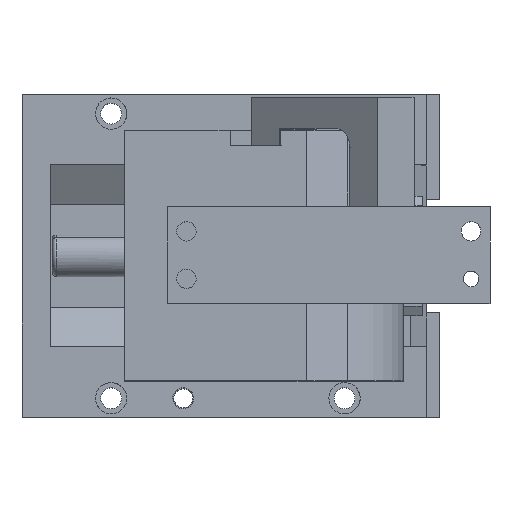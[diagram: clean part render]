
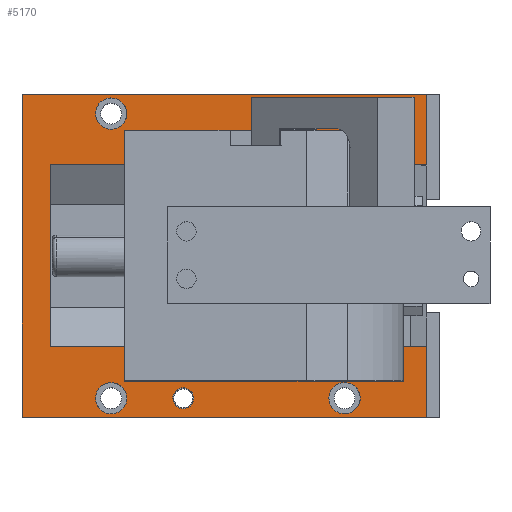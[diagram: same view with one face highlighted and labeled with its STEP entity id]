
A CAD part, top view. The second image highlights one B-rep face of the part: STEP entity #5170.
In plain terms, the highlighted planar face has unit normal (0, 0, 1).
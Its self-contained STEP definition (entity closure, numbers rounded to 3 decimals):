
#4720=CARTESIAN_POINT('Vertex',(7.944,128.,67.)) ;
#4723=CARTESIAN_POINT('Line Origine',(7.944,80.,67.)) ;
#4727=CARTESIAN_POINT('Vertex',(7.944,32.,67.)) ;
#4771=CARTESIAN_POINT('Line Origine',(106.944,128.,67.)) ;
#4775=CARTESIAN_POINT('Vertex',(205.944,128.,67.)) ;
#4947=CARTESIAN_POINT('Line Origine',(106.944,32.,67.)) ;
#4951=CARTESIAN_POINT('Vertex',(205.944,32.,67.)) ;
#5014=CARTESIAN_POINT('Axis2P3D Location',(7.944,32.,67.)) ;
#5019=CARTESIAN_POINT('Line Origine',(205.944,146.5,67.)) ;
#5023=CARTESIAN_POINT('Vertex',(205.944,165.,67.)) ;
#5026=CARTESIAN_POINT('Line Origine',(99.444,165.,67.)) ;
#5030=CARTESIAN_POINT('Vertex',(-7.056,165.,67.)) ;
#5033=CARTESIAN_POINT('Line Origine',(-7.056,80.,67.)) ;
#5037=CARTESIAN_POINT('Vertex',(-7.056,-5.,67.)) ;
#5040=CARTESIAN_POINT('Line Origine',(99.444,-5.,67.)) ;
#5044=CARTESIAN_POINT('Vertex',(205.944,-5.,67.)) ;
#5047=CARTESIAN_POINT('Line Origine',(205.944,13.5,67.)) ;
#5062=CARTESIAN_POINT('Axis2P3D Location',(39.944,5.,67.)) ;
#5066=CARTESIAN_POINT('Vertex',(43.899,12.24,67.)) ;
#5068=CARTESIAN_POINT('Vertex',(35.989,-2.24,67.)) ;
#5071=CARTESIAN_POINT('Axis2P3D Location',(39.944,5.,67.)) ;
#5080=CARTESIAN_POINT('Axis2P3D Location',(39.944,155.,67.)) ;
#5084=CARTESIAN_POINT('Vertex',(43.899,162.24,67.)) ;
#5086=CARTESIAN_POINT('Vertex',(35.989,147.76,67.)) ;
#5089=CARTESIAN_POINT('Axis2P3D Location',(39.944,155.,67.)) ;
#5098=CARTESIAN_POINT('Axis2P3D Location',(124.944,155.,67.)) ;
#5102=CARTESIAN_POINT('Vertex',(127.581,159.827,67.)) ;
#5104=CARTESIAN_POINT('Vertex',(122.307,150.173,67.)) ;
#5107=CARTESIAN_POINT('Axis2P3D Location',(124.944,155.,67.)) ;
#5116=CARTESIAN_POINT('Axis2P3D Location',(162.944,155.,67.)) ;
#5120=CARTESIAN_POINT('Vertex',(158.989,147.76,67.)) ;
#5122=CARTESIAN_POINT('Vertex',(166.899,162.24,67.)) ;
#5125=CARTESIAN_POINT('Axis2P3D Location',(162.944,155.,67.)) ;
#5134=CARTESIAN_POINT('Axis2P3D Location',(77.944,5.,67.)) ;
#5138=CARTESIAN_POINT('Vertex',(73.117,7.637,67.)) ;
#5140=CARTESIAN_POINT('Vertex',(82.771,2.363,67.)) ;
#5143=CARTESIAN_POINT('Axis2P3D Location',(77.944,5.,67.)) ;
#5152=CARTESIAN_POINT('Axis2P3D Location',(162.944,5.,67.)) ;
#5156=CARTESIAN_POINT('Vertex',(158.989,-2.24,67.)) ;
#5158=CARTESIAN_POINT('Vertex',(166.899,12.24,67.)) ;
#5161=CARTESIAN_POINT('Axis2P3D Location',(162.944,5.,67.)) ;
#4724=DIRECTION('Vector Direction',(0.,1.,0.)) ;
#4772=DIRECTION('Vector Direction',(-1.,0.,0.)) ;
#4948=DIRECTION('Vector Direction',(-1.,0.,0.)) ;
#5015=DIRECTION('Axis2P3D Direction',(0.,0.,1.)) ;
#5016=DIRECTION('Axis2P3D XDirection',(0.,-1.,0.)) ;
#5020=DIRECTION('Vector Direction',(0.,-1.,0.)) ;
#5027=DIRECTION('Vector Direction',(-1.,0.,0.)) ;
#5034=DIRECTION('Vector Direction',(0.,1.,0.)) ;
#5041=DIRECTION('Vector Direction',(-1.,0.,0.)) ;
#5048=DIRECTION('Vector Direction',(0.,-1.,0.)) ;
#5063=DIRECTION('Axis2P3D Direction',(0.,0.,1.)) ;
#5072=DIRECTION('Axis2P3D Direction',(0.,0.,1.)) ;
#5081=DIRECTION('Axis2P3D Direction',(0.,0.,1.)) ;
#5090=DIRECTION('Axis2P3D Direction',(0.,0.,1.)) ;
#5099=DIRECTION('Axis2P3D Direction',(0.,0.,1.)) ;
#5108=DIRECTION('Axis2P3D Direction',(0.,0.,1.)) ;
#5117=DIRECTION('Axis2P3D Direction',(0.,0.,1.)) ;
#5126=DIRECTION('Axis2P3D Direction',(0.,0.,1.)) ;
#5135=DIRECTION('Axis2P3D Direction',(0.,0.,1.)) ;
#5144=DIRECTION('Axis2P3D Direction',(0.,0.,1.)) ;
#5153=DIRECTION('Axis2P3D Direction',(0.,0.,1.)) ;
#5162=DIRECTION('Axis2P3D Direction',(0.,0.,1.)) ;
#5017=AXIS2_PLACEMENT_3D('Plane Axis2P3D',#5014,#5015,#5016) ;
#5064=AXIS2_PLACEMENT_3D('Circle Axis2P3D',#5062,#5063,$) ;
#5073=AXIS2_PLACEMENT_3D('Circle Axis2P3D',#5071,#5072,$) ;
#5082=AXIS2_PLACEMENT_3D('Circle Axis2P3D',#5080,#5081,$) ;
#5091=AXIS2_PLACEMENT_3D('Circle Axis2P3D',#5089,#5090,$) ;
#5100=AXIS2_PLACEMENT_3D('Circle Axis2P3D',#5098,#5099,$) ;
#5109=AXIS2_PLACEMENT_3D('Circle Axis2P3D',#5107,#5108,$) ;
#5118=AXIS2_PLACEMENT_3D('Circle Axis2P3D',#5116,#5117,$) ;
#5127=AXIS2_PLACEMENT_3D('Circle Axis2P3D',#5125,#5126,$) ;
#5136=AXIS2_PLACEMENT_3D('Circle Axis2P3D',#5134,#5135,$) ;
#5145=AXIS2_PLACEMENT_3D('Circle Axis2P3D',#5143,#5144,$) ;
#5154=AXIS2_PLACEMENT_3D('Circle Axis2P3D',#5152,#5153,$) ;
#5163=AXIS2_PLACEMENT_3D('Circle Axis2P3D',#5161,#5162,$) ;
#5053=ORIENTED_EDGE('',*,*,#4953,.T.) ;
#5054=ORIENTED_EDGE('',*,*,#4729,.T.) ;
#5055=ORIENTED_EDGE('',*,*,#4777,.F.) ;
#5056=ORIENTED_EDGE('',*,*,#5025,.T.) ;
#5057=ORIENTED_EDGE('',*,*,#5032,.T.) ;
#5058=ORIENTED_EDGE('',*,*,#5039,.F.) ;
#5059=ORIENTED_EDGE('',*,*,#5046,.F.) ;
#5060=ORIENTED_EDGE('',*,*,#5051,.T.) ;
#5077=ORIENTED_EDGE('',*,*,#5070,.F.) ;
#5078=ORIENTED_EDGE('',*,*,#5075,.F.) ;
#5095=ORIENTED_EDGE('',*,*,#5088,.F.) ;
#5096=ORIENTED_EDGE('',*,*,#5093,.F.) ;
#5113=ORIENTED_EDGE('',*,*,#5106,.F.) ;
#5114=ORIENTED_EDGE('',*,*,#5111,.F.) ;
#5131=ORIENTED_EDGE('',*,*,#5124,.F.) ;
#5132=ORIENTED_EDGE('',*,*,#5129,.F.) ;
#5149=ORIENTED_EDGE('',*,*,#5142,.F.) ;
#5150=ORIENTED_EDGE('',*,*,#5147,.F.) ;
#5167=ORIENTED_EDGE('',*,*,#5160,.F.) ;
#5168=ORIENTED_EDGE('',*,*,#5165,.F.) ;
#5079=FACE_BOUND('',#5076,.T.) ;
#5097=FACE_BOUND('',#5094,.T.) ;
#5115=FACE_BOUND('',#5112,.T.) ;
#5133=FACE_BOUND('',#5130,.T.) ;
#5151=FACE_BOUND('',#5148,.T.) ;
#5169=FACE_BOUND('',#5166,.T.) ;
#4725=VECTOR('Line Direction',#4724,1.) ;
#4773=VECTOR('Line Direction',#4772,1.) ;
#4949=VECTOR('Line Direction',#4948,1.) ;
#5021=VECTOR('Line Direction',#5020,1.) ;
#5028=VECTOR('Line Direction',#5027,1.) ;
#5035=VECTOR('Line Direction',#5034,1.) ;
#5042=VECTOR('Line Direction',#5041,1.) ;
#5049=VECTOR('Line Direction',#5048,1.) ;
#5170=ADVANCED_FACE('Brep With Voids.2',(#5061,#5079,#5097,#5115,#5133,#5151,#5169),#5018,.T.) ;
#5065=CIRCLE('generated circle',#5064,8.25) ;
#5074=CIRCLE('generated circle',#5073,8.25) ;
#5083=CIRCLE('generated circle',#5082,8.25) ;
#5092=CIRCLE('generated circle',#5091,8.25) ;
#5101=CIRCLE('generated circle',#5100,5.5) ;
#5110=CIRCLE('generated circle',#5109,5.5) ;
#5119=CIRCLE('generated circle',#5118,8.25) ;
#5128=CIRCLE('generated circle',#5127,8.25) ;
#5137=CIRCLE('generated circle',#5136,5.5) ;
#5146=CIRCLE('generated circle',#5145,5.5) ;
#5155=CIRCLE('generated circle',#5154,8.25) ;
#5164=CIRCLE('generated circle',#5163,8.25) ;
#4729=EDGE_CURVE('',#4728,#4721,#4726,.T.) ;
#4777=EDGE_CURVE('',#4776,#4721,#4774,.T.) ;
#4953=EDGE_CURVE('',#4952,#4728,#4950,.T.) ;
#5025=EDGE_CURVE('',#4776,#5024,#5022,.F.) ;
#5032=EDGE_CURVE('',#5024,#5031,#5029,.T.) ;
#5039=EDGE_CURVE('',#5038,#5031,#5036,.T.) ;
#5046=EDGE_CURVE('',#5045,#5038,#5043,.T.) ;
#5051=EDGE_CURVE('',#5045,#4952,#5050,.F.) ;
#5070=EDGE_CURVE('',#5067,#5069,#5065,.T.) ;
#5075=EDGE_CURVE('',#5069,#5067,#5074,.T.) ;
#5088=EDGE_CURVE('',#5085,#5087,#5083,.T.) ;
#5093=EDGE_CURVE('',#5087,#5085,#5092,.T.) ;
#5106=EDGE_CURVE('',#5103,#5105,#5101,.T.) ;
#5111=EDGE_CURVE('',#5105,#5103,#5110,.T.) ;
#5124=EDGE_CURVE('',#5121,#5123,#5119,.T.) ;
#5129=EDGE_CURVE('',#5123,#5121,#5128,.T.) ;
#5142=EDGE_CURVE('',#5139,#5141,#5137,.T.) ;
#5147=EDGE_CURVE('',#5141,#5139,#5146,.T.) ;
#5160=EDGE_CURVE('',#5157,#5159,#5155,.T.) ;
#5165=EDGE_CURVE('',#5159,#5157,#5164,.T.) ;
#5052=EDGE_LOOP('',(#5053,#5054,#5055,#5056,#5057,#5058,#5059,#5060)) ;
#5076=EDGE_LOOP('',(#5077,#5078)) ;
#5094=EDGE_LOOP('',(#5095,#5096)) ;
#5112=EDGE_LOOP('',(#5113,#5114)) ;
#5130=EDGE_LOOP('',(#5131,#5132)) ;
#5148=EDGE_LOOP('',(#5149,#5150)) ;
#5166=EDGE_LOOP('',(#5167,#5168)) ;
#5061=FACE_OUTER_BOUND('',#5052,.T.) ;
#4726=LINE('Line',#4723,#4725) ;
#4774=LINE('Line',#4771,#4773) ;
#4950=LINE('Line',#4947,#4949) ;
#5022=LINE('Line',#5019,#5021) ;
#5029=LINE('Line',#5026,#5028) ;
#5036=LINE('Line',#5033,#5035) ;
#5043=LINE('Line',#5040,#5042) ;
#5050=LINE('Line',#5047,#5049) ;
#5018=PLANE('Plane',#5017) ;
#4721=VERTEX_POINT('',#4720) ;
#4728=VERTEX_POINT('',#4727) ;
#4776=VERTEX_POINT('',#4775) ;
#4952=VERTEX_POINT('',#4951) ;
#5024=VERTEX_POINT('',#5023) ;
#5031=VERTEX_POINT('',#5030) ;
#5038=VERTEX_POINT('',#5037) ;
#5045=VERTEX_POINT('',#5044) ;
#5067=VERTEX_POINT('',#5066) ;
#5069=VERTEX_POINT('',#5068) ;
#5085=VERTEX_POINT('',#5084) ;
#5087=VERTEX_POINT('',#5086) ;
#5103=VERTEX_POINT('',#5102) ;
#5105=VERTEX_POINT('',#5104) ;
#5121=VERTEX_POINT('',#5120) ;
#5123=VERTEX_POINT('',#5122) ;
#5139=VERTEX_POINT('',#5138) ;
#5141=VERTEX_POINT('',#5140) ;
#5157=VERTEX_POINT('',#5156) ;
#5159=VERTEX_POINT('',#5158) ;
